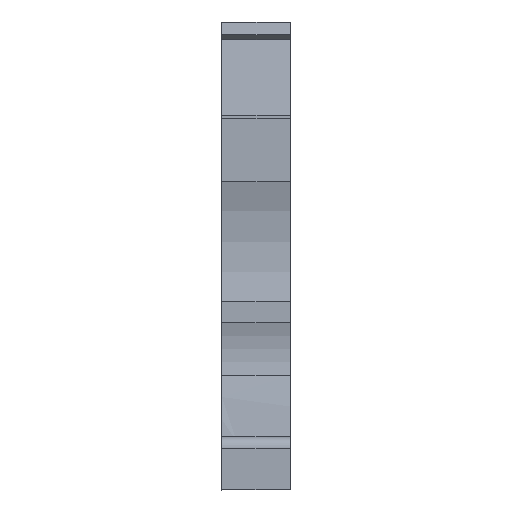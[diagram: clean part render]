
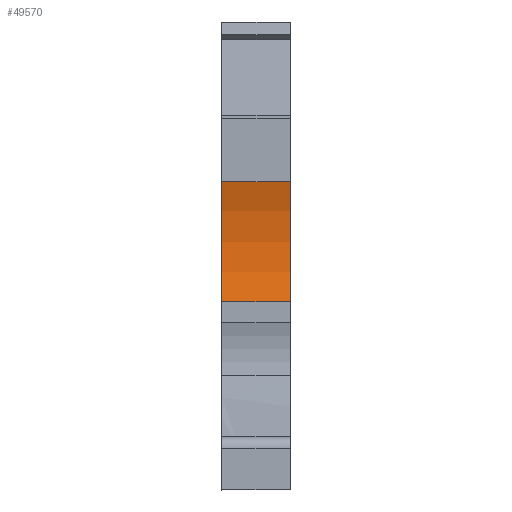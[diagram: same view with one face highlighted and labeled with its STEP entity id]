
A CAD part, front view. The second image highlights one B-rep face of the part: STEP entity #49570.
In plain terms, the highlighted cylindrical face has radius 15 mm (diameter 30 mm), a partial arc.
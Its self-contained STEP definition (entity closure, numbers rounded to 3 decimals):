
#1630=CARTESIAN_POINT('',(5.15,-0.006,
14.18));
#1640=VERTEX_POINT('',#1630);
#1670=CARTESIAN_POINT('',(5.15,-14.309,
18.7));
#1680=DIRECTION('',(1.,0.,0.));
#1690=DIRECTION('',(0.,1.,0.));
#1700=AXIS2_PLACEMENT_3D('',#1670,#1680,#1690);
#1710=CIRCLE('',#1700,15.);
#1720=CARTESIAN_POINT('',(5.15,-0.006,
23.22));
#1730=VERTEX_POINT('',#1720);
#1740=EDGE_CURVE('',#1640,#1730,#1710,.T.);
#42960=CARTESIAN_POINT('',(0.,-0.006,
23.22));
#42970=VERTEX_POINT('',#42960);
#43000=CARTESIAN_POINT('',(0.,-14.309,
18.7));
#43010=DIRECTION('',(1.,0.,0.));
#43020=DIRECTION('',(0.,1.,0.));
#43030=AXIS2_PLACEMENT_3D('',#43000,#43010,#43020);
#43040=CIRCLE('',#43030,15.);
#43050=CARTESIAN_POINT('',(0.,-0.006,
14.18));
#43060=VERTEX_POINT('',#43050);
#43070=EDGE_CURVE('',#43060,#42970,#43040,.T.);
#49360=CARTESIAN_POINT('',(5.15,-14.309,
18.7));
#49370=DIRECTION('',(1.,0.,0.));
#49380=DIRECTION('',(0.,1.,0.));
#49390=AXIS2_PLACEMENT_3D('',#49360,#49370,#49380);
#49400=CYLINDRICAL_SURFACE('',#49390,15.);
#49410=ORIENTED_EDGE('',*,*,#1740,.T.);
#49420=CARTESIAN_POINT('',(5.15,-0.006,
14.18));
#49430=DIRECTION('',(1.,0.,0.));
#49440=VECTOR('',#49430,1.);
#49450=LINE('',#49420,#49440);
#49460=EDGE_CURVE('',#43060,#1640,#49450,.T.);
#49470=ORIENTED_EDGE('',*,*,#49460,.T.);
#49480=ORIENTED_EDGE('',*,*,#43070,.F.);
#49490=CARTESIAN_POINT('',(5.15,-0.006,
23.22));
#49500=DIRECTION('',(1.,0.,0.));
#49510=VECTOR('',#49500,1.);
#49520=LINE('',#49490,#49510);
#49530=EDGE_CURVE('',#42970,#1730,#49520,.T.);
#49540=ORIENTED_EDGE('',*,*,#49530,.F.);
#49550=EDGE_LOOP('',(#49540,#49480,#49470,#49410));
#49560=FACE_OUTER_BOUND('',#49550,.T.);
#49570=ADVANCED_FACE('',(#49560),#49400,.F.);
